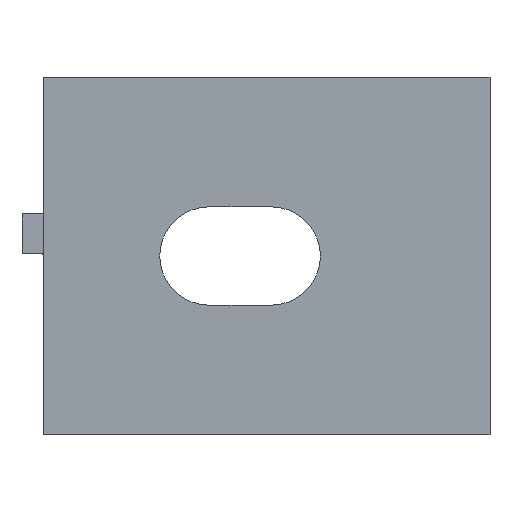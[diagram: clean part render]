
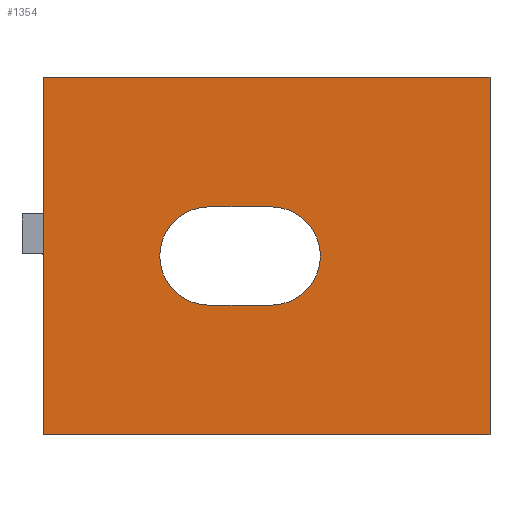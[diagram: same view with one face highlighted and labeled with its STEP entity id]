
A CAD part, left-side view. The second image highlights one B-rep face of the part: STEP entity #1354.
In plain terms, the highlighted face is planar.
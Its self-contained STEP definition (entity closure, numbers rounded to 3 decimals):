
#91 = DIRECTION ( 'NONE',  ( 0., -1., 0. ) ) ;
#145 = AXIS2_PLACEMENT_3D ( 'NONE', #2080, #3245, #2697 ) ;
#268 = VECTOR ( 'NONE', #3255, 1000. ) ;
#417 = EDGE_CURVE ( 'NONE', #3206, #2057, #444, .T. ) ;
#444 = LINE ( 'NONE', #972, #853 ) ;
#532 = DIRECTION ( 'NONE',  ( 1., 0., 0. ) ) ;
#591 = LINE ( 'NONE', #1418, #3358 ) ;
#638 = CARTESIAN_POINT ( 'NONE',  ( 20., 0., 0. ) ) ;
#647 = CARTESIAN_POINT ( 'NONE',  ( 0., 31.5, 0. ) ) ;
#806 = LINE ( 'NONE', #1897, #1016 ) ;
#820 = CARTESIAN_POINT ( 'NONE',  ( 20., 50., 0. ) ) ;
#828 = VERTEX_POINT ( 'NONE', #1981 ) ;
#853 = VECTOR ( 'NONE', #2409, 1000. ) ;
#887 = VECTOR ( 'NONE', #91, 1000. ) ;
#959 = CARTESIAN_POINT ( 'NONE',  ( -5.5, 31.5, 0. ) ) ;
#963 = EDGE_CURVE ( 'NONE', #2219, #2606, #1179, .T. ) ;
#972 = CARTESIAN_POINT ( 'NONE',  ( -20., 0., 0. ) ) ;
#1005 = FACE_BOUND ( 'NONE', #2538, .T. ) ;
#1016 = VECTOR ( 'NONE', #3000, 1000. ) ;
#1017 = EDGE_LOOP ( 'NONE', ( #1209, #1101, #1735, #1480 ) ) ;
#1101 = ORIENTED_EDGE ( 'NONE', *, *, #1182, .F. ) ;
#1131 = AXIS2_PLACEMENT_3D ( 'NONE', #1341, #1884, #532 ) ;
#1159 = VECTOR ( 'NONE', #2821, 1000. ) ;
#1179 = LINE ( 'NONE', #1998, #1159 ) ;
#1182 = EDGE_CURVE ( 'NONE', #1972, #2945, #2570, .T. ) ;
#1209 = ORIENTED_EDGE ( 'NONE', *, *, #1906, .F. ) ;
#1234 = CARTESIAN_POINT ( 'NONE',  ( -20., 50., 0. ) ) ;
#1251 = CIRCLE ( 'NONE', #1131, 5.5 ) ;
#1341 = CARTESIAN_POINT ( 'NONE',  ( 0., 24.5, 0. ) ) ;
#1354 = ADVANCED_FACE ( 'NONE', ( #3462, #1005 ), #1798, .F. ) ;
#1418 = CARTESIAN_POINT ( 'NONE',  ( 5.5, 24.5, 0. ) ) ;
#1469 = DIRECTION ( 'NONE',  ( 0., 0., -1. ) ) ;
#1480 = ORIENTED_EDGE ( 'NONE', *, *, #417, .F. ) ;
#1610 = CARTESIAN_POINT ( 'NONE',  ( -20., 0., 0. ) ) ;
#1611 = EDGE_CURVE ( 'NONE', #828, #2219, #1251, .T. ) ;
#1634 = AXIS2_PLACEMENT_3D ( 'NONE', #647, #1469, #1751 ) ;
#1694 = CARTESIAN_POINT ( 'NONE',  ( -20., 0., 0. ) ) ;
#1735 = ORIENTED_EDGE ( 'NONE', *, *, #2885, .F. ) ;
#1751 = DIRECTION ( 'NONE',  ( 1., 0., 0. ) ) ;
#1798 = PLANE ( 'NONE',  #145 ) ;
#1884 = DIRECTION ( 'NONE',  ( 0., 0., -1. ) ) ;
#1897 = CARTESIAN_POINT ( 'NONE',  ( -20., 50., 0. ) ) ;
#1906 = EDGE_CURVE ( 'NONE', #2945, #3206, #2397, .T. ) ;
#1972 = VERTEX_POINT ( 'NONE', #820 ) ;
#1981 = CARTESIAN_POINT ( 'NONE',  ( 5.5, 24.5, 0. ) ) ;
#1998 = CARTESIAN_POINT ( 'NONE',  ( -5.5, 24.5, 0. ) ) ;
#2004 = ORIENTED_EDGE ( 'NONE', *, *, #1611, .T. ) ;
#2057 = VERTEX_POINT ( 'NONE', #1234 ) ;
#2080 = CARTESIAN_POINT ( 'NONE',  ( -20., 50., 0. ) ) ;
#2219 = VERTEX_POINT ( 'NONE', #3542 ) ;
#2397 = LINE ( 'NONE', #1610, #268 ) ;
#2409 = DIRECTION ( 'NONE',  ( 0., 1., 0. ) ) ;
#2411 = VERTEX_POINT ( 'NONE', #3543 ) ;
#2432 = ORIENTED_EDGE ( 'NONE', *, *, #2996, .T. ) ;
#2538 = EDGE_LOOP ( 'NONE', ( #2004, #3216, #2432, #3016 ) ) ;
#2541 = CARTESIAN_POINT ( 'NONE',  ( 20., 0., 0. ) ) ;
#2570 = LINE ( 'NONE', #638, #887 ) ;
#2606 = VERTEX_POINT ( 'NONE', #959 ) ;
#2697 = DIRECTION ( 'NONE',  ( -1., 0., 0. ) ) ;
#2779 = EDGE_CURVE ( 'NONE', #2411, #828, #591, .T. ) ;
#2821 = DIRECTION ( 'NONE',  ( 0., 1., 0. ) ) ;
#2885 = EDGE_CURVE ( 'NONE', #2057, #1972, #806, .T. ) ;
#2945 = VERTEX_POINT ( 'NONE', #2541 ) ;
#2996 = EDGE_CURVE ( 'NONE', #2606, #2411, #3180, .T. ) ;
#3000 = DIRECTION ( 'NONE',  ( 1., 0., 0. ) ) ;
#3016 = ORIENTED_EDGE ( 'NONE', *, *, #2779, .T. ) ;
#3180 = CIRCLE ( 'NONE', #1634, 5.5 ) ;
#3206 = VERTEX_POINT ( 'NONE', #1694 ) ;
#3216 = ORIENTED_EDGE ( 'NONE', *, *, #963, .T. ) ;
#3245 = DIRECTION ( 'NONE',  ( 0., 0., -1. ) ) ;
#3255 = DIRECTION ( 'NONE',  ( -1., 0., 0. ) ) ;
#3358 = VECTOR ( 'NONE', #3539, 1000. ) ;
#3462 = FACE_OUTER_BOUND ( 'NONE', #1017, .T. ) ;
#3539 = DIRECTION ( 'NONE',  ( 0., -1., 0. ) ) ;
#3542 = CARTESIAN_POINT ( 'NONE',  ( -5.5, 24.5, 0. ) ) ;
#3543 = CARTESIAN_POINT ( 'NONE',  ( 5.5, 31.5, 0. ) ) ;
